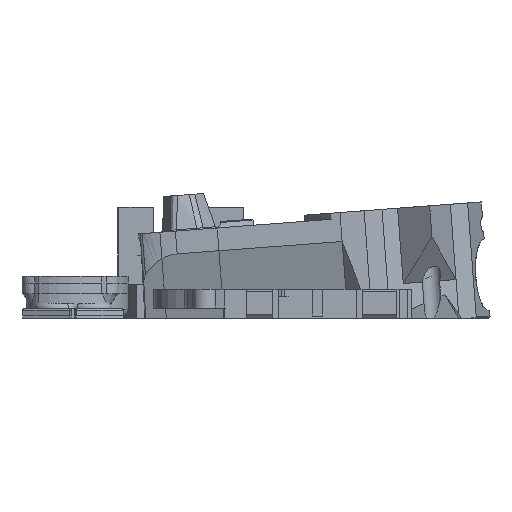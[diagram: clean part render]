
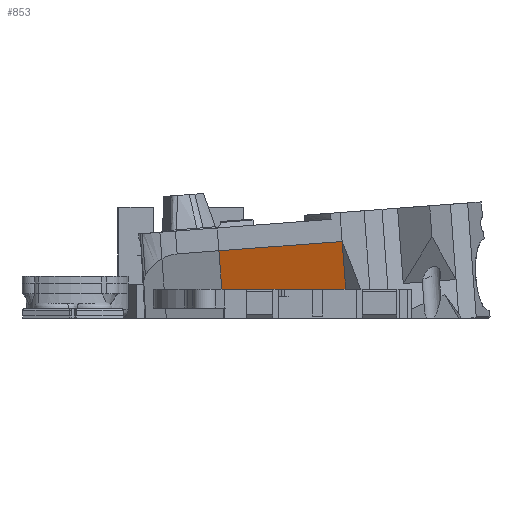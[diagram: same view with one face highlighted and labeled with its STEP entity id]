
A CAD part, left-side view. The second image highlights one B-rep face of the part: STEP entity #853.
In plain terms, the highlighted planar face has unit normal (-0.954, -0.022, -0.299).
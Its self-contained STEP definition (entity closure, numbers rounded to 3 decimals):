
#853=ADVANCED_FACE('',(#1919),#17899,.T.);
#1919=FACE_OUTER_BOUND('',#3049,.T.);
#3049=EDGE_LOOP('',(#6597,#6598,#6599,#6600));
#6597=ORIENTED_EDGE('',*,*,#10876,.T.);
#6598=ORIENTED_EDGE('',*,*,#10873,.F.);
#6599=ORIENTED_EDGE('',*,*,#10875,.F.);
#6600=ORIENTED_EDGE('',*,*,#10874,.F.);
#10873=EDGE_CURVE('',#16043,#16042,#14552,.T.);
#10874=EDGE_CURVE('',#16331,#16332,#14553,.T.);
#10875=EDGE_CURVE('',#16332,#16043,#14554,.T.);
#10876=EDGE_CURVE('',#16331,#16042,#14555,.T.);
#14552=B_SPLINE_CURVE_WITH_KNOTS('',1,(#35978,#35979),.UNSPECIFIED.,.F.,
 .F.,(2,2),(-122.706,-99.412),.UNSPECIFIED.);
#14553=B_SPLINE_CURVE_WITH_KNOTS('',1,(#35980,#35981),.UNSPECIFIED.,.F.,
 .F.,(2,2),(-14.165,6.322),.UNSPECIFIED.);
#14554=B_SPLINE_CURVE_WITH_KNOTS('',1,(#35982,#35983),.UNSPECIFIED.,.F.,
 .F.,(2,2),(-10.44,25.123),.UNSPECIFIED.);
#14555=B_SPLINE_CURVE_WITH_KNOTS('',1,(#35984,#35985),.UNSPECIFIED.,.F.,
 .F.,(2,2),(-35.674,0.),.UNSPECIFIED.);
#16042=VERTEX_POINT('',#29944);
#16043=VERTEX_POINT('',#29945);
#16331=VERTEX_POINT('',#30233);
#16332=VERTEX_POINT('',#30234);
#17899=PLANE('',#18612);
#18612=AXIS2_PLACEMENT_3D('',#27034,#19873,$);
#19873=DIRECTION('',(-0.954,-0.023,-0.299));
#27034=CARTESIAN_POINT('',(147.95,-24.251,52.959));
#29944=CARTESIAN_POINT('',(154.944,-83.511,35.139));
#29945=CARTESIAN_POINT('',(147.95,-81.842,57.296));
#30233=CARTESIAN_POINT('',(154.101,-47.847,35.139));
#30234=CARTESIAN_POINT('',(147.95,-46.379,54.625));
#35978=CARTESIAN_POINT('',(147.95,-81.842,57.296));
#35979=CARTESIAN_POINT('',(154.944,-83.511,35.139));
#35980=CARTESIAN_POINT('',(154.101,-47.847,35.139));
#35981=CARTESIAN_POINT('',(147.95,-46.379,54.625));
#35982=CARTESIAN_POINT('',(147.95,-46.379,54.625));
#35983=CARTESIAN_POINT('',(147.95,-81.842,57.296));
#35984=CARTESIAN_POINT('',(154.101,-47.847,35.139));
#35985=CARTESIAN_POINT('',(154.944,-83.511,35.139));
